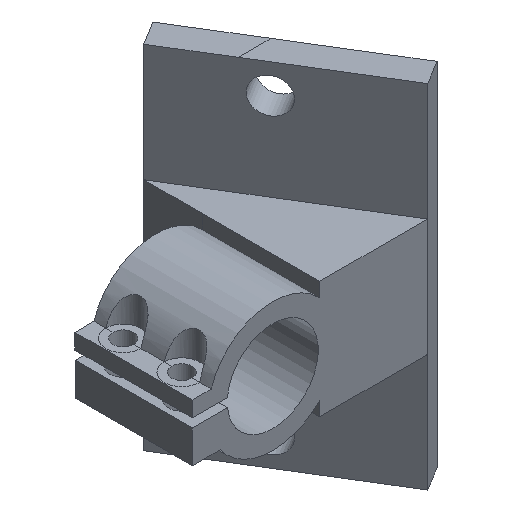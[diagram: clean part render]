
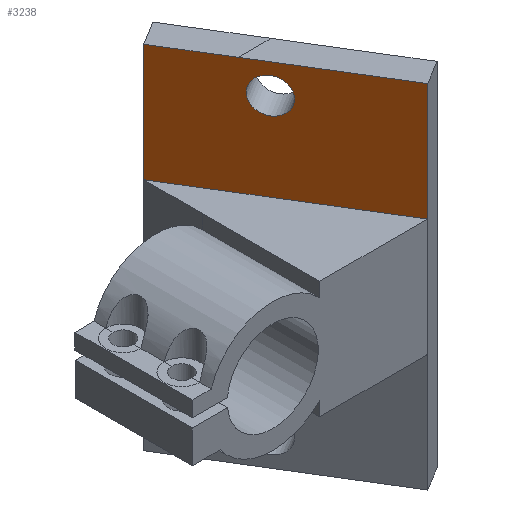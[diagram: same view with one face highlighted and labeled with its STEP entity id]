
A CAD part, isometric view. The second image highlights one B-rep face of the part: STEP entity #3238.
In plain terms, the highlighted planar face has unit normal (-0.853, -0.522, 0).
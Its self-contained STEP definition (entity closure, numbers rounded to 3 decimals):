
#73 = PLANE('',#74);
#74 = AXIS2_PLACEMENT_3D('',#75,#76,#77);
#75 = CARTESIAN_POINT('',(13.259,-20.,-0.081));
#76 = DIRECTION('',(0.,1.,0.));
#77 = DIRECTION('',(0.,0.,1.));
#530 = PLANE('',#531);
#531 = AXIS2_PLACEMENT_3D('',#532,#533,#534);
#532 = CARTESIAN_POINT('',(8.,0.,-30.));
#533 = DIRECTION('',(1.,0.,0.));
#534 = DIRECTION('',(0.,0.,1.));
#789 = VERTEX_POINT('',#790);
#790 = CARTESIAN_POINT('',(26.384,-20.,10.));
#804 = PLANE('',#805);
#805 = AXIS2_PLACEMENT_3D('',#806,#807,#808);
#806 = CARTESIAN_POINT('',(13.892,-8.3,
    10.));
#807 = DIRECTION('',(0.,0.,1.));
#808 = DIRECTION('',(1.,0.,0.));
#816 = EDGE_CURVE('',#817,#789,#819,.T.);
#817 = VERTEX_POINT('',#818);
#818 = CARTESIAN_POINT('',(26.384,-20.,30.));
#819 = SURFACE_CURVE('',#820,(#824,#831),.PCURVE_S1.);
#820 = LINE('',#821,#822);
#821 = CARTESIAN_POINT('',(26.384,-20.,30.));
#822 = VECTOR('',#823,1.);
#823 = DIRECTION('',(0.,0.,-1.));
#824 = PCURVE('',#73,#825);
#825 = DEFINITIONAL_REPRESENTATION('',(#826),#830);
#826 = LINE('',#827,#828);
#827 = CARTESIAN_POINT('',(30.081,13.125));
#828 = VECTOR('',#829,1.);
#829 = DIRECTION('',(-1.,0.));
#830 = ( GEOMETRIC_REPRESENTATION_CONTEXT(2) 
PARAMETRIC_REPRESENTATION_CONTEXT() REPRESENTATION_CONTEXT('2D SPACE',''
  ) );
#831 = PCURVE('',#832,#837);
#832 = PLANE('',#833);
#833 = AXIS2_PLACEMENT_3D('',#834,#835,#836);
#834 = CARTESIAN_POINT('',(26.384,-20.,30.));
#835 = DIRECTION('',(0.853,0.522,0.)
  );
#836 = DIRECTION('',(-0.522,0.853,0.)
  );
#837 = DEFINITIONAL_REPRESENTATION('',(#838),#842);
#838 = LINE('',#839,#840);
#839 = CARTESIAN_POINT('',(0.,0.));
#840 = VECTOR('',#841,1.);
#841 = DIRECTION('',(0.,-1.));
#842 = ( GEOMETRIC_REPRESENTATION_CONTEXT(2) 
PARAMETRIC_REPRESENTATION_CONTEXT() REPRESENTATION_CONTEXT('2D SPACE',''
  ) );
#860 = PLANE('',#861);
#861 = AXIS2_PLACEMENT_3D('',#862,#863,#864);
#862 = CARTESIAN_POINT('',(38.,0.,
    30.));
#863 = DIRECTION('',(0.,0.,-1.));
#864 = DIRECTION('',(-1.,0.,0.));
#1994 = VERTEX_POINT('',#1995);
#1995 = CARTESIAN_POINT('',(8.,10.,30.));
#2009 = PLANE('',#2010);
#2010 = AXIS2_PLACEMENT_3D('',#2011,#2012,#2013);
#2011 = CARTESIAN_POINT('',(8.,0.,30.));
#2012 = DIRECTION('',(0.,0.,-1.));
#2013 = DIRECTION('',(1.,0.,0.));
#2021 = EDGE_CURVE('',#1994,#2022,#2024,.T.);
#2022 = VERTEX_POINT('',#2023);
#2023 = CARTESIAN_POINT('',(8.,10.,10.));
#2024 = SURFACE_CURVE('',#2025,(#2029,#2036),.PCURVE_S1.);
#2025 = LINE('',#2026,#2027);
#2026 = CARTESIAN_POINT('',(8.,10.,30.));
#2027 = VECTOR('',#2028,1.);
#2028 = DIRECTION('',(0.,0.,-1.));
#2029 = PCURVE('',#530,#2030);
#2030 = DEFINITIONAL_REPRESENTATION('',(#2031),#2035);
#2031 = LINE('',#2032,#2033);
#2032 = CARTESIAN_POINT('',(60.,-10.));
#2033 = VECTOR('',#2034,1.);
#2034 = DIRECTION('',(-1.,0.));
#2035 = ( GEOMETRIC_REPRESENTATION_CONTEXT(2) 
PARAMETRIC_REPRESENTATION_CONTEXT() REPRESENTATION_CONTEXT('2D SPACE',''
  ) );
#2036 = PCURVE('',#832,#2037);
#2037 = DEFINITIONAL_REPRESENTATION('',(#2038),#2042);
#2038 = LINE('',#2039,#2040);
#2039 = CARTESIAN_POINT('',(35.185,0.));
#2040 = VECTOR('',#2041,1.);
#2041 = DIRECTION('',(0.,-1.));
#2042 = ( GEOMETRIC_REPRESENTATION_CONTEXT(2) 
PARAMETRIC_REPRESENTATION_CONTEXT() REPRESENTATION_CONTEXT('2D SPACE',''
  ) );
#3150 = VERTEX_POINT('',#3151);
#3151 = CARTESIAN_POINT('',(14.128,0.,
    30.));
#3218 = EDGE_CURVE('',#817,#3150,#3219,.T.);
#3219 = SURFACE_CURVE('',#3220,(#3224,#3231),.PCURVE_S1.);
#3220 = LINE('',#3221,#3222);
#3221 = CARTESIAN_POINT('',(26.384,-20.,30.));
#3222 = VECTOR('',#3223,1.);
#3223 = DIRECTION('',(-0.522,0.853,0.
    ));
#3224 = PCURVE('',#860,#3225);
#3225 = DEFINITIONAL_REPRESENTATION('',(#3226),#3230);
#3226 = LINE('',#3227,#3228);
#3227 = CARTESIAN_POINT('',(11.616,-20.));
#3228 = VECTOR('',#3229,1.);
#3229 = DIRECTION('',(0.522,0.853));
#3230 = ( GEOMETRIC_REPRESENTATION_CONTEXT(2) 
PARAMETRIC_REPRESENTATION_CONTEXT() REPRESENTATION_CONTEXT('2D SPACE',''
  ) );
#3231 = PCURVE('',#832,#3232);
#3232 = DEFINITIONAL_REPRESENTATION('',(#3233),#3237);
#3233 = LINE('',#3234,#3235);
#3234 = CARTESIAN_POINT('',(0.,0.));
#3235 = VECTOR('',#3236,1.);
#3236 = DIRECTION('',(1.,0.));
#3237 = ( GEOMETRIC_REPRESENTATION_CONTEXT(2) 
PARAMETRIC_REPRESENTATION_CONTEXT() REPRESENTATION_CONTEXT('2D SPACE',''
  ) );
#3238 = ADVANCED_FACE('',(#3239,#3286),#832,.F.);
#3239 = FACE_BOUND('',#3240,.F.);
#3240 = EDGE_LOOP('',(#3241,#3242,#3263,#3264,#3285));
#3241 = ORIENTED_EDGE('',*,*,#816,.T.);
#3242 = ORIENTED_EDGE('',*,*,#3243,.T.);
#3243 = EDGE_CURVE('',#789,#2022,#3244,.T.);
#3244 = SURFACE_CURVE('',#3245,(#3249,#3256),.PCURVE_S1.);
#3245 = LINE('',#3246,#3247);
#3246 = CARTESIAN_POINT('',(26.384,-20.,10.));
#3247 = VECTOR('',#3248,1.);
#3248 = DIRECTION('',(-0.522,0.853,0.
    ));
#3249 = PCURVE('',#832,#3250);
#3250 = DEFINITIONAL_REPRESENTATION('',(#3251),#3255);
#3251 = LINE('',#3252,#3253);
#3252 = CARTESIAN_POINT('',(0.,-20.));
#3253 = VECTOR('',#3254,1.);
#3254 = DIRECTION('',(1.,0.));
#3255 = ( GEOMETRIC_REPRESENTATION_CONTEXT(2) 
PARAMETRIC_REPRESENTATION_CONTEXT() REPRESENTATION_CONTEXT('2D SPACE',''
  ) );
#3256 = PCURVE('',#804,#3257);
#3257 = DEFINITIONAL_REPRESENTATION('',(#3258),#3262);
#3258 = LINE('',#3259,#3260);
#3259 = CARTESIAN_POINT('',(12.492,-11.7));
#3260 = VECTOR('',#3261,1.);
#3261 = DIRECTION('',(-0.522,0.853));
#3262 = ( GEOMETRIC_REPRESENTATION_CONTEXT(2) 
PARAMETRIC_REPRESENTATION_CONTEXT() REPRESENTATION_CONTEXT('2D SPACE',''
  ) );
#3263 = ORIENTED_EDGE('',*,*,#2021,.F.);
#3264 = ORIENTED_EDGE('',*,*,#3265,.F.);
#3265 = EDGE_CURVE('',#3150,#1994,#3266,.T.);
#3266 = SURFACE_CURVE('',#3267,(#3271,#3278),.PCURVE_S1.);
#3267 = LINE('',#3268,#3269);
#3268 = CARTESIAN_POINT('',(26.384,-20.,30.));
#3269 = VECTOR('',#3270,1.);
#3270 = DIRECTION('',(-0.522,0.853,0.
    ));
#3271 = PCURVE('',#832,#3272);
#3272 = DEFINITIONAL_REPRESENTATION('',(#3273),#3277);
#3273 = LINE('',#3274,#3275);
#3274 = CARTESIAN_POINT('',(0.,0.));
#3275 = VECTOR('',#3276,1.);
#3276 = DIRECTION('',(1.,0.));
#3277 = ( GEOMETRIC_REPRESENTATION_CONTEXT(2) 
PARAMETRIC_REPRESENTATION_CONTEXT() REPRESENTATION_CONTEXT('2D SPACE',''
  ) );
#3278 = PCURVE('',#2009,#3279);
#3279 = DEFINITIONAL_REPRESENTATION('',(#3280),#3284);
#3280 = LINE('',#3281,#3282);
#3281 = CARTESIAN_POINT('',(18.384,20.));
#3282 = VECTOR('',#3283,1.);
#3283 = DIRECTION('',(-0.522,-0.853));
#3284 = ( GEOMETRIC_REPRESENTATION_CONTEXT(2) 
PARAMETRIC_REPRESENTATION_CONTEXT() REPRESENTATION_CONTEXT('2D SPACE',''
  ) );
#3285 = ORIENTED_EDGE('',*,*,#3218,.F.);
#3286 = FACE_BOUND('',#3287,.F.);
#3287 = EDGE_LOOP('',(#3288));
#3288 = ORIENTED_EDGE('',*,*,#3289,.T.);
#3289 = EDGE_CURVE('',#3290,#3290,#3292,.T.);
#3290 = VERTEX_POINT('',#3291);
#3291 = CARTESIAN_POINT('',(16.208,-3.394,22.));
#3292 = SURFACE_CURVE('',#3293,(#3298,#3309),.PCURVE_S1.);
#3293 = CIRCLE('',#3294,3.);
#3294 = AXIS2_PLACEMENT_3D('',#3295,#3296,#3297);
#3295 = CARTESIAN_POINT('',(16.208,-3.394,25.));
#3296 = DIRECTION('',(-0.853,-0.522,0.
    ));
#3297 = DIRECTION('',(0.,0.,-1.));
#3298 = PCURVE('',#832,#3299);
#3299 = DEFINITIONAL_REPRESENTATION('',(#3300),#3308);
#3300 = ( BOUNDED_CURVE() B_SPLINE_CURVE(2,(#3301,#3302,#3303,#3304,
#3305,#3306,#3307),.UNSPECIFIED.,.T.,.F.) B_SPLINE_CURVE_WITH_KNOTS((1,2
    ,2,2,2,1),(-2.094,0.,2.094,4.189,
6.283,8.378),.UNSPECIFIED.) CURVE() 
GEOMETRIC_REPRESENTATION_ITEM() RATIONAL_B_SPLINE_CURVE((1.,0.5,1.,0.5,
1.,0.5,1.)) REPRESENTATION_ITEM('') );
#3301 = CARTESIAN_POINT('',(19.476,-8.));
#3302 = CARTESIAN_POINT('',(14.28,-8.));
#3303 = CARTESIAN_POINT('',(16.878,-3.5));
#3304 = CARTESIAN_POINT('',(19.476,1.));
#3305 = CARTESIAN_POINT('',(22.074,-3.5));
#3306 = CARTESIAN_POINT('',(24.672,-8.));
#3307 = CARTESIAN_POINT('',(19.476,-8.));
#3308 = ( GEOMETRIC_REPRESENTATION_CONTEXT(2) 
PARAMETRIC_REPRESENTATION_CONTEXT() REPRESENTATION_CONTEXT('2D SPACE',''
  ) );
#3309 = PCURVE('',#3310,#3315);
#3310 = CYLINDRICAL_SURFACE('',#3311,3.);
#3311 = AXIS2_PLACEMENT_3D('',#3312,#3313,#3314);
#3312 = CARTESIAN_POINT('',(11.945,-6.007,25.));
#3313 = DIRECTION('',(-0.853,-0.522,0.
    ));
#3314 = DIRECTION('',(0.,0.,-1.));
#3315 = DEFINITIONAL_REPRESENTATION('',(#3316),#3320);
#3316 = LINE('',#3317,#3318);
#3317 = CARTESIAN_POINT('',(0.,-5.));
#3318 = VECTOR('',#3319,1.);
#3319 = DIRECTION('',(1.,0.));
#3320 = ( GEOMETRIC_REPRESENTATION_CONTEXT(2) 
PARAMETRIC_REPRESENTATION_CONTEXT() REPRESENTATION_CONTEXT('2D SPACE',''
  ) );
